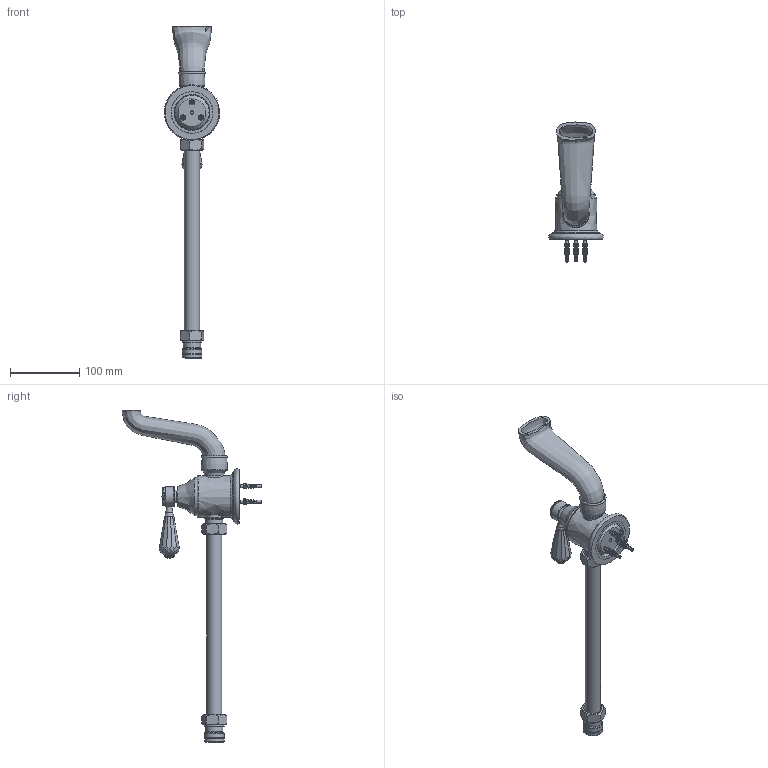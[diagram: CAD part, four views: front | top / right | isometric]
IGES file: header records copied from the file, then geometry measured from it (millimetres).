
Global section: file name: V228-TSB; native system: Autodesk Inventor 2018; preprocessor: unknown; author: aduggalther; date: 20180814.123942; units: millimetre
Bounding box: 79.96 x 202.23 x 480.1 mm (x, y, z)
Volume: 370725.1 mm3; surface area: 198379.6 mm2
Topology: 46 solids, 46 shells, 1807 faces, 5126 edges, 3425 vertices
Faces by surface type: bspline 1807
